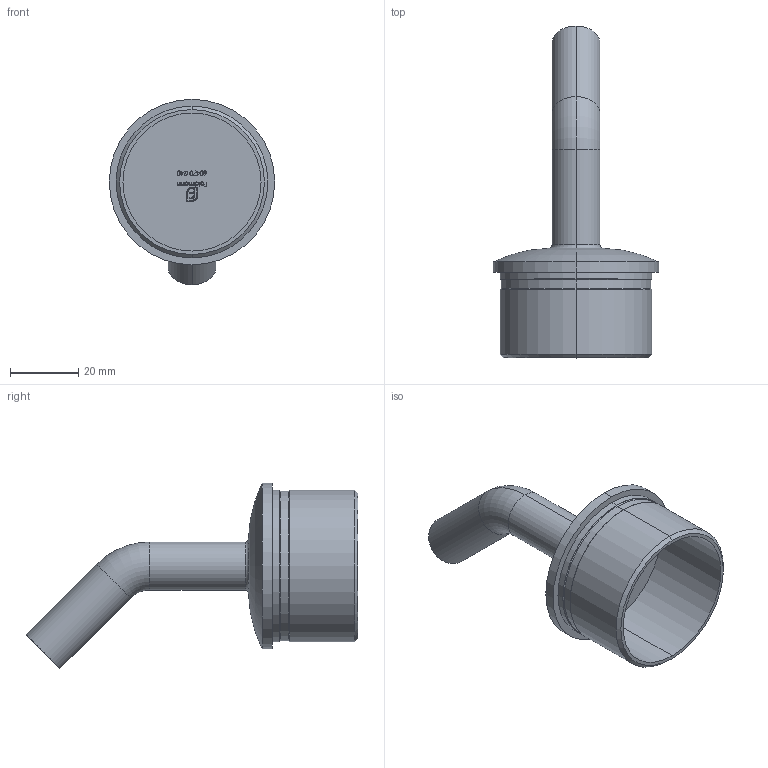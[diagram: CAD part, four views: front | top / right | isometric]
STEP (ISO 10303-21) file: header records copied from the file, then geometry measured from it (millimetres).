
FILE_DESCRIPTION (( 'STEP AP203' ), '1' );
FILE_NAME ('60475-240.step', '2021-05-11T10:52:32', ( '' ), ( '' ), 'SwSTEP 2.0', 'SolidWorks 2018', '' );
FILE_SCHEMA (( 'CONFIG_CONTROL_DESIGN' ));
Length unit declared in the file: millimetre
Products named in the file (2): 60475-240
Bounding box: 48.3 x 96.95 x 54.12 mm (x, y, z)
Volume: 27226.6 mm3; surface area: 13857 mm2
Topology: 1 solids, 1 shells, 290 faces, 755 edges, 498 vertices
Faces by surface type: plane 154, bspline 110, cylinder 14, torus 6, cone 6
Entity records: 14632 total; most frequent: CARTESIAN_POINT 8079, ORIENTED_EDGE 1510, DIRECTION 941, EDGE_CURVE 755, VERTEX_POINT 498, LINE 493, VECTOR 493, EDGE_LOOP 321
